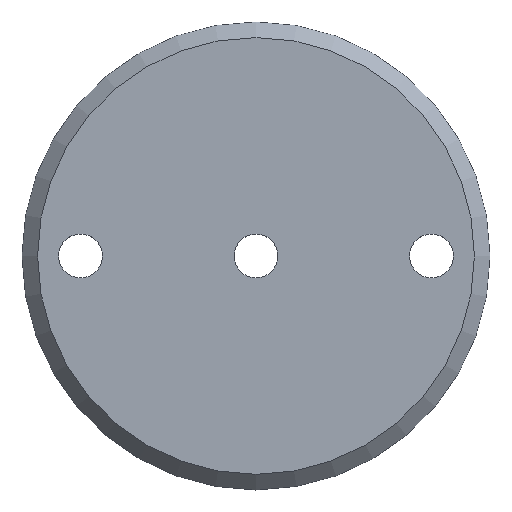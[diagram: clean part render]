
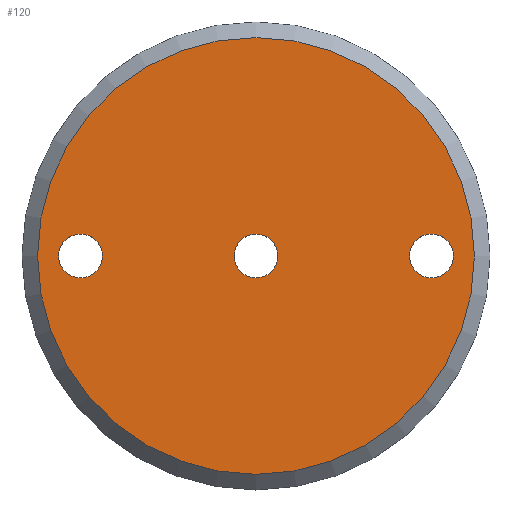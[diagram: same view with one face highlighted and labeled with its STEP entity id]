
A CAD part, top view. The second image highlights one B-rep face of the part: STEP entity #120.
In plain terms, the highlighted planar face has unit normal (0, 0, 1).
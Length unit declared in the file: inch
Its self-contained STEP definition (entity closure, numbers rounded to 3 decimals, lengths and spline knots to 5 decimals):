
#15=FACE_BOUND('',#37,.T.);
#16=FACE_BOUND('',#38,.T.);
#17=FACE_BOUND('',#39,.T.);
#21=PLANE('',#144);
#29=FACE_OUTER_BOUND('',#36,.T.);
#36=EDGE_LOOP('',(#97));
#37=EDGE_LOOP('',(#98));
#38=EDGE_LOOP('',(#99));
#39=EDGE_LOOP('',(#100));
#57=CIRCLE('',#140,1.4);
#60=CIRCLE('',#145,0.1405);
#61=CIRCLE('',#146,0.1405);
#62=CIRCLE('',#147,0.1405);
#66=VERTEX_POINT('',#196);
#69=VERTEX_POINT('',#206);
#70=VERTEX_POINT('',#208);
#71=VERTEX_POINT('',#210);
#75=EDGE_CURVE('',#66,#66,#57,.T.);
#80=EDGE_CURVE('',#69,#69,#60,.T.);
#81=EDGE_CURVE('',#70,#70,#61,.T.);
#82=EDGE_CURVE('',#71,#71,#62,.T.);
#97=ORIENTED_EDGE('',*,*,#75,.F.);
#98=ORIENTED_EDGE('',*,*,#80,.T.);
#99=ORIENTED_EDGE('',*,*,#81,.T.);
#100=ORIENTED_EDGE('',*,*,#82,.T.);
#120=ADVANCED_FACE('',(#29,#15,#16,#17),#21,.T.);
#140=AXIS2_PLACEMENT_3D('',#197,#159,#160);
#144=AXIS2_PLACEMENT_3D('',#205,#169,#170);
#145=AXIS2_PLACEMENT_3D('',#207,#171,#172);
#146=AXIS2_PLACEMENT_3D('',#209,#173,#174);
#147=AXIS2_PLACEMENT_3D('',#211,#175,#176);
#159=DIRECTION('center_axis',(0.,0.,-1.));
#160=DIRECTION('ref_axis',(1.,0.,0.));
#169=DIRECTION('center_axis',(0.,0.,1.));
#170=DIRECTION('ref_axis',(1.,0.,0.));
#171=DIRECTION('center_axis',(0.,0.,-1.));
#172=DIRECTION('ref_axis',(1.,0.,0.));
#173=DIRECTION('center_axis',(0.,0.,-1.));
#174=DIRECTION('ref_axis',(1.,0.,0.));
#175=DIRECTION('center_axis',(0.,0.,-1.));
#176=DIRECTION('ref_axis',(1.,0.,0.));
#196=CARTESIAN_POINT('',(-1.4,0.,0.2));
#197=CARTESIAN_POINT('Origin',(0.,0.,0.2));
#205=CARTESIAN_POINT('Origin',(0.,0.,0.2));
#206=CARTESIAN_POINT('',(-0.1405,0.,0.2));
#207=CARTESIAN_POINT('Origin',(0.,0.,0.2));
#208=CARTESIAN_POINT('',(0.9845,0.,0.2));
#209=CARTESIAN_POINT('Origin',(1.125,0.,0.2));
#210=CARTESIAN_POINT('',(-1.2655,0.,0.2));
#211=CARTESIAN_POINT('Origin',(-1.125,0.,0.2));
